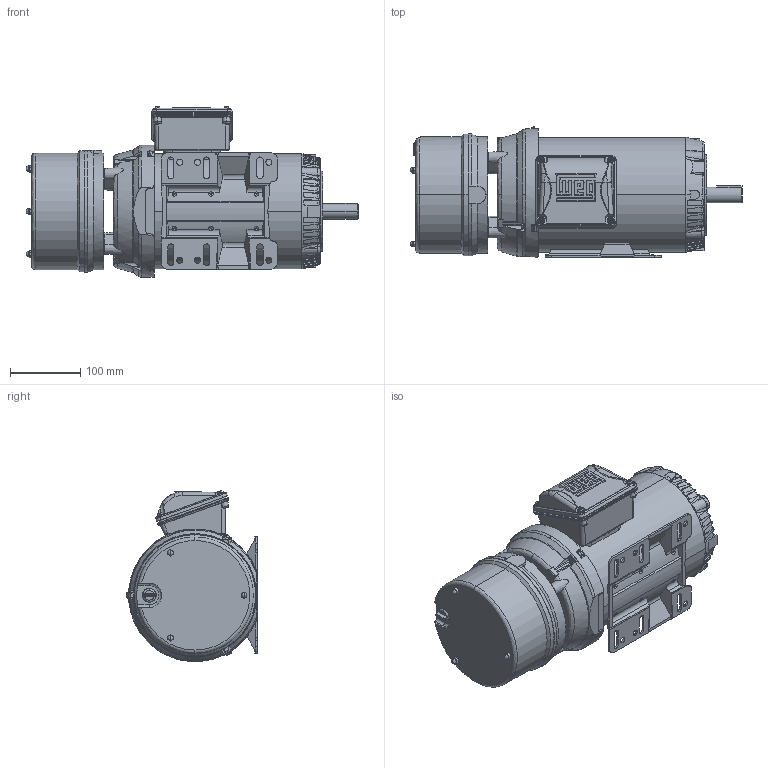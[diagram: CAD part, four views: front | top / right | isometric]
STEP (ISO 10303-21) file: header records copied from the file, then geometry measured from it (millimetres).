
FILE_DESCRIPTION (( 'STEP AP214' ), '1' );
FILE_NAME ('143-5C_3PH_TEFC_BM_188779 new 09-26-22 broken base surfs w 1PHNB coord fxt.STEP', '2022-10-06T12:03:33', ( '' ), ( '' ), 'SwSTEP 2.0', 'SolidWorks 2021', '' );
FILE_SCHEMA (( 'AUTOMOTIVE_DESIGN' ));
Length unit declared in the file: inch
Products named in the file (1): 143-5C_3PH_TEFC_BM_188779 new 09-26-22 broken base surfs w 1PHNB coord fxt
Bounding box: 473.25 x 186.38 x 243.79 mm (x, y, z)
Volume: 9348225.3 mm3; surface area: 564650.4 mm2
Topology: 16 solids, 32 shells, 1591 faces, 4200 edges, 2680 vertices
Faces by surface type: plane 610, cylinder 427, bspline 351, cone 203
Entity records: 65206 total; most frequent: CARTESIAN_POINT 29767, ORIENTED_EDGE 8338, DIRECTION 6108, EDGE_CURVE 4169, VERTEX_POINT 2680, AXIS2_PLACEMENT_3D 2218, LINE 1672, VECTOR 1672
